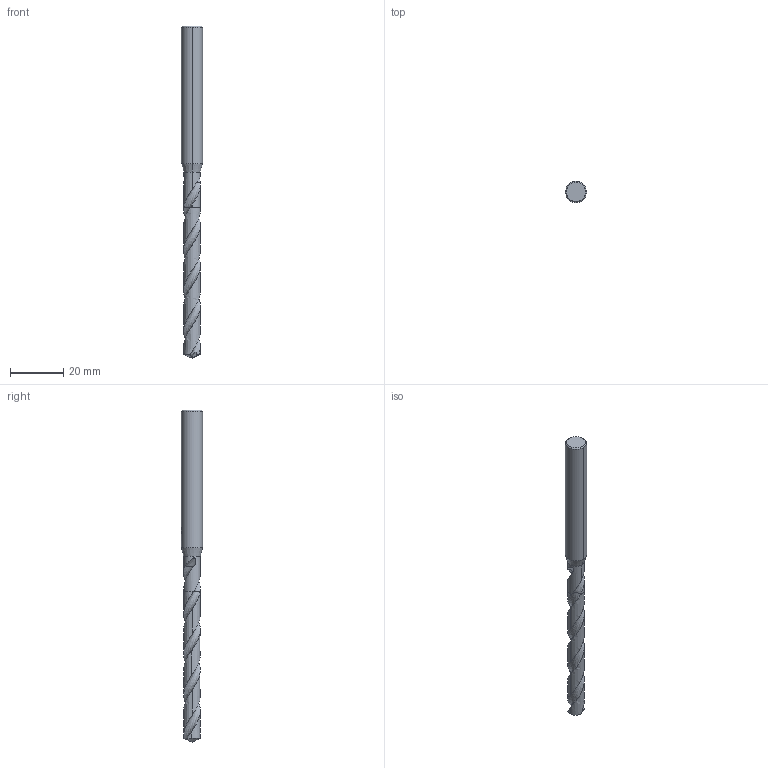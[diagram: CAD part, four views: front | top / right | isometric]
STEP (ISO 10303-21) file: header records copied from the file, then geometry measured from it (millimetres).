
FILE_DESCRIPTION(('no description'),'unknown implementation level');
FILE_NAME('solidHSQJLR2H5TeuX0iLDCko7xp_dwo_1.STP',' ',('CIM GmbH Aachen'),('CADClick - KiM GmbH - www.kimweb.de'),'unknown preprocess','ACIS','unknown authorization');
FILE_SCHEMA(('automotive_design'));
Length unit declared in the file: millimetre
Products named in the file (2): 1; 2
Bounding box: 8 x 8 x 125 mm (x, y, z)
Volume: 4360.3 mm3; surface area: 2968.5 mm2
Topology: 2 solids, 2 shells, 64 faces, 173 edges, 109 vertices
Faces by surface type: cone 24, plane 20, cylinder 14, bspline 4, revolution 2
Entity records: 11783 total; most frequent: CARTESIAN_POINT 8381, STYLED_ITEM 344, PRESENTATION_STYLE_ASSIGNMENT 344, COLOUR_RGB 344, ORIENTED_EDGE 338, DIRECTION 255, EDGE_CURVE 169, CURVE_STYLE 169
